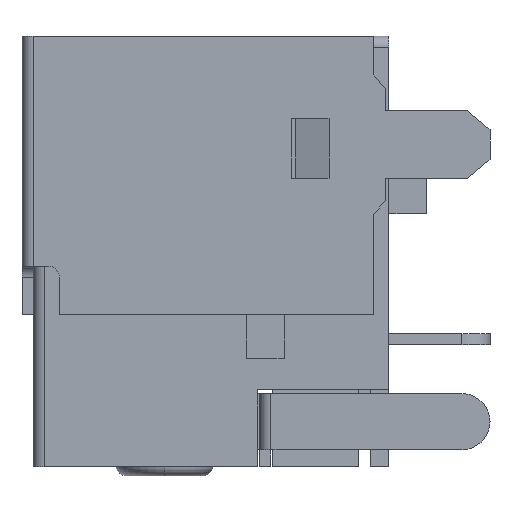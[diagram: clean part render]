
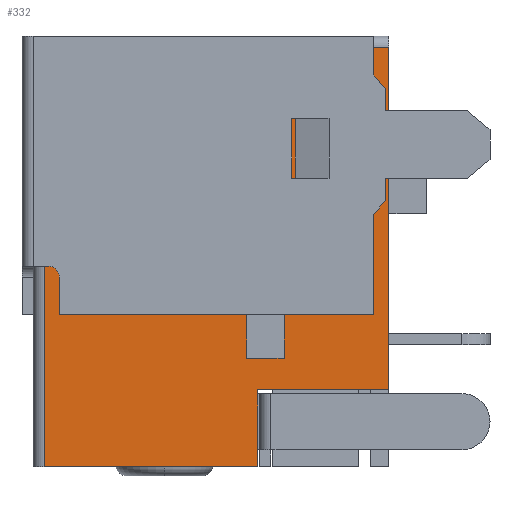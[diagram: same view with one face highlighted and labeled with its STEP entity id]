
A CAD part, left-side view. The second image highlights one B-rep face of the part: STEP entity #332.
In plain terms, the highlighted planar face has unit normal (-1, 0, 0).
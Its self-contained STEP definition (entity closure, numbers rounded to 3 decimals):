
#48 = EDGE_CURVE ( 'NONE', #2862, #2890, #614, .T. ) ;
#179 = DIRECTION ( 'NONE',  ( 0., 1., 0. ) ) ;
#228 = EDGE_CURVE ( 'NONE', #2927, #1119, #5375, .T. ) ;
#262 = CARTESIAN_POINT ( 'NONE',  ( -3.5, 0., -9.45 ) ) ;
#279 = VERTEX_POINT ( 'NONE', #2669 ) ;
#284 = EDGE_CURVE ( 'NONE', #1611, #5936, #4737, .T. ) ;
#288 = CARTESIAN_POINT ( 'NONE',  ( -3.5, 3.5, -11.5 ) ) ;
#291 = CARTESIAN_POINT ( 'NONE',  ( -3.5, 0., -11.5 ) ) ;
#332 = ADVANCED_FACE ( 'NONE', ( #5588, #826 ), #3724, .T. ) ;
#338 = VECTOR ( 'NONE', #1293, 1000. ) ;
#405 = LINE ( 'NONE', #1711, #338 ) ;
#493 = ORIENTED_EDGE ( 'NONE', *, *, #3732, .T. ) ;
#507 = EDGE_CURVE ( 'NONE', #2862, #279, #4882, .T. ) ;
#614 = LINE ( 'NONE', #291, #984 ) ;
#783 = LINE ( 'NONE', #262, #933 ) ;
#826 = FACE_BOUND ( 'NONE', #1944, .T. ) ;
#904 = VECTOR ( 'NONE', #2141, 1000. ) ;
#933 = VECTOR ( 'NONE', #4417, 1000. ) ;
#984 = VECTOR ( 'NONE', #3517, 1000. ) ;
#1055 = CARTESIAN_POINT ( 'NONE',  ( -3.5, 9.2, -11.5 ) ) ;
#1119 = VERTEX_POINT ( 'NONE', #3783 ) ;
#1171 = CARTESIAN_POINT ( 'NONE',  ( -3.5, 9.2, -11.5 ) ) ;
#1173 = EDGE_CURVE ( 'NONE', #5936, #4845, #1692, .T. ) ;
#1293 = DIRECTION ( 'NONE',  ( 0., 0., -1. ) ) ;
#1367 = CARTESIAN_POINT ( 'NONE',  ( -3.5, 3.5, -9.45 ) ) ;
#1410 = VECTOR ( 'NONE', #2487, 1000. ) ;
#1482 = ORIENTED_EDGE ( 'NONE', *, *, #5290, .T. ) ;
#1483 = VECTOR ( 'NONE', #3043, 1000. ) ;
#1611 = VERTEX_POINT ( 'NONE', #3479 ) ;
#1665 = CARTESIAN_POINT ( 'NONE',  ( -3.5, 0., -11.5 ) ) ;
#1692 = LINE ( 'NONE', #1957, #1410 ) ;
#1711 = CARTESIAN_POINT ( 'NONE',  ( -3.5, 3.5, -11.5 ) ) ;
#1873 = DIRECTION ( 'NONE',  ( -1., 0., 0. ) ) ;
#1944 = EDGE_LOOP ( 'NONE', ( #1482, #3391, #4863, #3915 ) ) ;
#1957 = CARTESIAN_POINT ( 'NONE',  ( -3.5, 3.8, -8.6 ) ) ;
#2141 = DIRECTION ( 'NONE',  ( 0., 0., 1. ) ) ;
#2194 = ORIENTED_EDGE ( 'NONE', *, *, #5376, .F. ) ;
#2487 = DIRECTION ( 'NONE',  ( 0., 0., 1. ) ) ;
#2505 = CARTESIAN_POINT ( 'NONE',  ( -3.5, 3.8, -7.45 ) ) ;
#2606 = CARTESIAN_POINT ( 'NONE',  ( -3.5, 0., -9.45 ) ) ;
#2669 = CARTESIAN_POINT ( 'NONE',  ( -3.5, 9.2, -0.3 ) ) ;
#2862 = VERTEX_POINT ( 'NONE', #1171 ) ;
#2890 = VERTEX_POINT ( 'NONE', #288 ) ;
#2927 = VERTEX_POINT ( 'NONE', #2606 ) ;
#3043 = DIRECTION ( 'NONE',  ( 0., 1., 0. ) ) ;
#3358 = EDGE_LOOP ( 'NONE', ( #5009, #2194, #4760, #493, #4467, #3407 ) ) ;
#3391 = ORIENTED_EDGE ( 'NONE', *, *, #284, .T. ) ;
#3407 = ORIENTED_EDGE ( 'NONE', *, *, #48, .T. ) ;
#3412 = VECTOR ( 'NONE', #4368, 1000. ) ;
#3415 = LINE ( 'NONE', #2505, #5938 ) ;
#3479 = CARTESIAN_POINT ( 'NONE',  ( -3.5, 2.8, -8.6 ) ) ;
#3517 = DIRECTION ( 'NONE',  ( 0., -1., 0. ) ) ;
#3724 = PLANE ( 'NONE',  #4213 ) ;
#3732 = EDGE_CURVE ( 'NONE', #1119, #279, #5287, .T. ) ;
#3756 = EDGE_CURVE ( 'NONE', #4845, #4106, #3415, .T. ) ;
#3778 = DIRECTION ( 'NONE',  ( 0., 0., 1. ) ) ;
#3783 = CARTESIAN_POINT ( 'NONE',  ( -3.5, 0., -0.3 ) ) ;
#3791 = VECTOR ( 'NONE', #3778, 1000. ) ;
#3913 = DIRECTION ( 'NONE',  ( 0., -1., 0. ) ) ;
#3915 = ORIENTED_EDGE ( 'NONE', *, *, #3756, .T. ) ;
#4106 = VERTEX_POINT ( 'NONE', #4660 ) ;
#4211 = CARTESIAN_POINT ( 'NONE',  ( -3.5, 3.8, -8.6 ) ) ;
#4213 = AXIS2_PLACEMENT_3D ( 'NONE', #4677, #1873, #5117 ) ;
#4304 = CARTESIAN_POINT ( 'NONE',  ( -3.5, 2.8, -8.6 ) ) ;
#4368 = DIRECTION ( 'NONE',  ( 0., 0., -1. ) ) ;
#4417 = DIRECTION ( 'NONE',  ( 0., 1., 0. ) ) ;
#4467 = ORIENTED_EDGE ( 'NONE', *, *, #507, .F. ) ;
#4653 = LINE ( 'NONE', #4304, #3412 ) ;
#4660 = CARTESIAN_POINT ( 'NONE',  ( -3.5, 2.8, -7.45 ) ) ;
#4677 = CARTESIAN_POINT ( 'NONE',  ( -3.5, 0., -11.5 ) ) ;
#4737 = LINE ( 'NONE', #5716, #5232 ) ;
#4760 = ORIENTED_EDGE ( 'NONE', *, *, #228, .T. ) ;
#4812 = EDGE_CURVE ( 'NONE', #5424, #2890, #405, .T. ) ;
#4845 = VERTEX_POINT ( 'NONE', #4980 ) ;
#4863 = ORIENTED_EDGE ( 'NONE', *, *, #1173, .T. ) ;
#4882 = LINE ( 'NONE', #1055, #3791 ) ;
#4902 = CARTESIAN_POINT ( 'NONE',  ( -3.5, 9.2, -0.3 ) ) ;
#4980 = CARTESIAN_POINT ( 'NONE',  ( -3.5, 3.8, -7.45 ) ) ;
#5009 = ORIENTED_EDGE ( 'NONE', *, *, #4812, .F. ) ;
#5117 = DIRECTION ( 'NONE',  ( 0., 0., 1. ) ) ;
#5232 = VECTOR ( 'NONE', #179, 1000. ) ;
#5287 = LINE ( 'NONE', #4902, #1483 ) ;
#5290 = EDGE_CURVE ( 'NONE', #4106, #1611, #4653, .T. ) ;
#5375 = LINE ( 'NONE', #1665, #904 ) ;
#5376 = EDGE_CURVE ( 'NONE', #2927, #5424, #783, .T. ) ;
#5424 = VERTEX_POINT ( 'NONE', #1367 ) ;
#5588 = FACE_OUTER_BOUND ( 'NONE', #3358, .T. ) ;
#5716 = CARTESIAN_POINT ( 'NONE',  ( -3.5, 3.8, -8.6 ) ) ;
#5936 = VERTEX_POINT ( 'NONE', #4211 ) ;
#5938 = VECTOR ( 'NONE', #3913, 1000. ) ;
